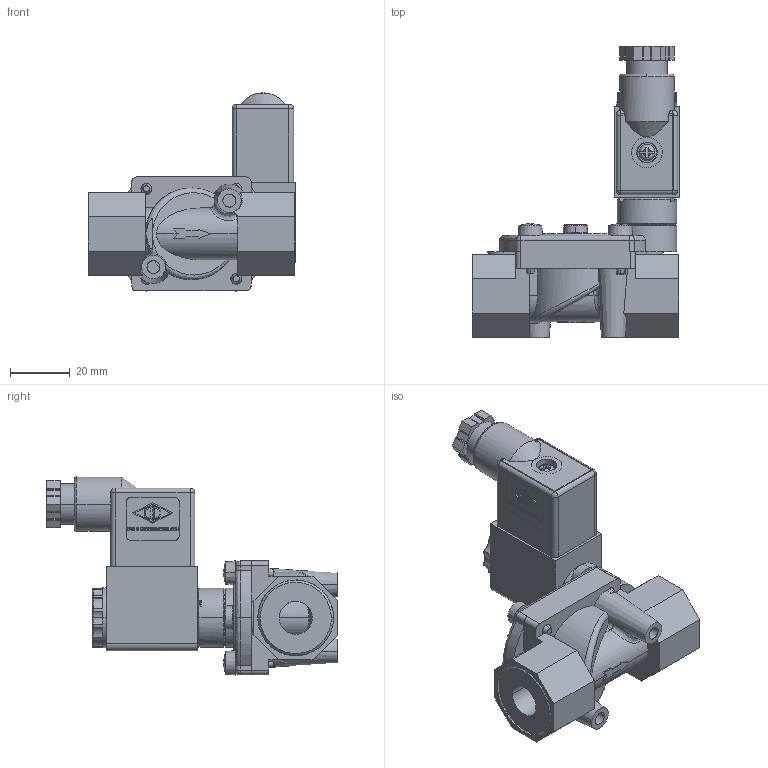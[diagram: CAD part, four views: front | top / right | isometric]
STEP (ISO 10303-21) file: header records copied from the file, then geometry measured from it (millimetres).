
FILE_DESCRIPTION (( 'STEP AP214' ), '1' );
FILE_NAME ('DVD-2BC2A-24A.step', '2016-04-27T15:08:17', ( '' ), ( '' ), 'SwSTEP 2.0', 'SolidWorks 2015', '' );
FILE_SCHEMA (( 'AUTOMOTIVE_DESIGN' ));
Length unit declared in the file: inch
Products named in the file (1): DVD-2BC2A-24A
Bounding box: 69.49 x 97.38 x 66.31 mm (x, y, z)
Volume: 69594.9 mm3; surface area: 39243.1 mm2
Topology: 11 solids, 11 shells, 1418 faces, 3760 edges, 2460 vertices
Faces by surface type: plane 715, bspline 336, cylinder 244, cone 121, torus 2
Entity records: 57281 total; most frequent: CARTESIAN_POINT 25553, ORIENTED_EDGE 7484, DIRECTION 4908, EDGE_CURVE 3742, VERTEX_POINT 2460, LINE 1800, VECTOR 1800, EDGE_LOOP 1560
